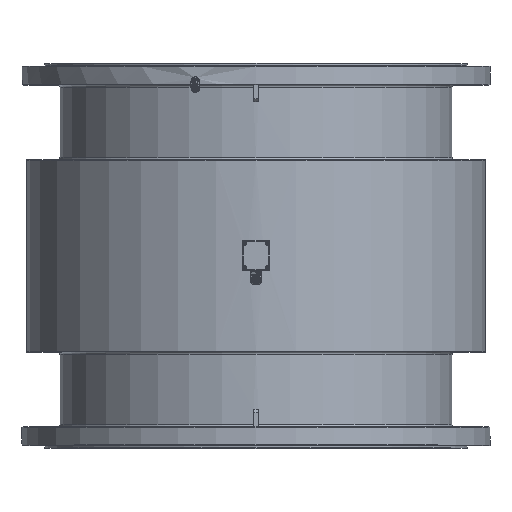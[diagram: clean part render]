
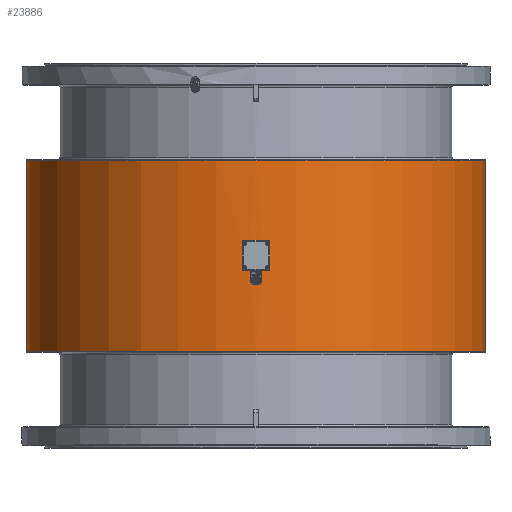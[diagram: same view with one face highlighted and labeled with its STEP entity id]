
A CAD part, top view. The second image highlights one B-rep face of the part: STEP entity #23886.
In plain terms, the highlighted cylindrical face has radius 477.5 mm (diameter 955 mm), a full revolution.
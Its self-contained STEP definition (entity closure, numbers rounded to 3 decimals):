
#771=FACE_BOUND('',#3275,.T.);
#1656=FACE_OUTER_BOUND('',#3274,.T.);
#3274=EDGE_LOOP('',(#16333,#16334,#16335,#16336));
#3275=EDGE_LOOP('',(#16337,#16338));
#4812=CIRCLE('',#25627,477.5);
#4815=CIRCLE('',#25631,477.5);
#6122=B_SPLINE_CURVE_WITH_KNOTS('',3,(#46653,#46654,#46655,#46656,#46657,
#46658,#46659,#46660,#46661,#46662,#46663,#46664,#46665,#46666,#46667,#46668,
#46669,#46670,#46671,#46672,#46673,#46674,#46675,#46676,#46677,#46678,#46679,
#46680,#46681,#46682,#46683,#46684,#46685,#46686,#46687),.UNSPECIFIED.,
 .F.,.F.,(4,2,2,2,2,2,2,2,3,2,2,2,2,2,2,2,4),(-3.165,-2.769,
-2.373,-1.978,-1.582,-1.187,
-0.791,-0.396,0.,0.396,0.791,
1.187,1.582,1.978,2.373,2.769,
3.165),.UNSPECIFIED.);
#6123=B_SPLINE_CURVE_WITH_KNOTS('',3,(#46688,#46689,#46690,#46691,#46692,
#46693,#46694,#46695,#46696,#46697,#46698,#46699,#46700,#46701,#46702,#46703,
#46704,#46705,#46706,#46707,#46708,#46709,#46710,#46711,#46712,#46713,#46714,
#46715,#46716,#46717,#46718,#46719,#46720,#46721),.UNSPECIFIED.,.F.,.F.,
(4,2,2,2,2,2,2,2,2,2,2,2,2,2,2,2,4),(3.165,3.56,
3.956,4.351,4.747,5.142,5.538,
5.934,6.329,6.725,7.12,7.516,
7.912,8.307,8.703,9.098,9.494),
 .UNSPECIFIED.);
#6693=LINE('',#46650,#8158);
#8158=VECTOR('',#29160,477.5);
#9877=VERTEX_POINT('',#46642);
#9879=VERTEX_POINT('',#46648);
#9880=VERTEX_POINT('',#46651);
#9881=VERTEX_POINT('',#46652);
#12177=EDGE_CURVE('',#9877,#9877,#4812,.T.);
#12180=EDGE_CURVE('',#9879,#9879,#4815,.T.);
#12181=EDGE_CURVE('',#9879,#9877,#6693,.T.);
#12182=EDGE_CURVE('',#9880,#9881,#6122,.T.);
#12183=EDGE_CURVE('',#9881,#9880,#6123,.T.);
#16333=ORIENTED_EDGE('',*,*,#12180,.F.);
#16334=ORIENTED_EDGE('',*,*,#12181,.T.);
#16335=ORIENTED_EDGE('',*,*,#12177,.F.);
#16336=ORIENTED_EDGE('',*,*,#12181,.F.);
#16337=ORIENTED_EDGE('',*,*,#12182,.T.);
#16338=ORIENTED_EDGE('',*,*,#12183,.T.);
#22076=CYLINDRICAL_SURFACE('',#25630,477.5);
#23886=ADVANCED_FACE('',(#1656,#771),#22076,.T.);
#25627=AXIS2_PLACEMENT_3D('',#46643,#29150,#29151);
#25630=AXIS2_PLACEMENT_3D('',#46647,#29156,#29157);
#25631=AXIS2_PLACEMENT_3D('',#46649,#29158,#29159);
#29150=DIRECTION('center_axis',(-1.,0.,0.));
#29151=DIRECTION('ref_axis',(0.,-1.,0.));
#29156=DIRECTION('center_axis',(1.,0.,0.));
#29157=DIRECTION('ref_axis',(0.,1.,0.));
#29158=DIRECTION('center_axis',(1.,0.,0.));
#29159=DIRECTION('ref_axis',(0.,-1.,0.));
#29160=DIRECTION('',(-1.,0.,0.));
#46642=CARTESIAN_POINT('',(-199.,-1029.,0.));
#46643=CARTESIAN_POINT('Origin',(-199.,-551.5,0.));
#46647=CARTESIAN_POINT('Origin',(0.,-551.5,0.));
#46648=CARTESIAN_POINT('',(199.,-1029.,0.));
#46649=CARTESIAN_POINT('Origin',(199.,-551.5,0.));
#46650=CARTESIAN_POINT('',(0.,-1029.,0.));
#46651=CARTESIAN_POINT('',(-21.,-74.,0.));
#46652=CARTESIAN_POINT('',(21.,-74.,0.));
#46653=CARTESIAN_POINT('Ctrl Pts',(-21.,-74.,
0.));
#46654=CARTESIAN_POINT('Ctrl Pts',(-21.,-74.,
-1.319));
#46655=CARTESIAN_POINT('Ctrl Pts',(-20.874,-74.006,
-2.682));
#46656=CARTESIAN_POINT('Ctrl Pts',(-20.342,-74.029,
-5.395));
#46657=CARTESIAN_POINT('Ctrl Pts',(-19.937,-74.046,-6.743));
#46658=CARTESIAN_POINT('Ctrl Pts',(-18.865,-74.089,-9.33));
#46659=CARTESIAN_POINT('Ctrl Pts',(-18.198,-74.116,
-10.57));
#46660=CARTESIAN_POINT('Ctrl Pts',(-16.656,-74.172,
-12.864));
#46661=CARTESIAN_POINT('Ctrl Pts',(-15.781,-74.202,
-13.917));
#46662=CARTESIAN_POINT('Ctrl Pts',(-13.917,-74.26,
-15.781));
#46663=CARTESIAN_POINT('Ctrl Pts',(-12.864,-74.29,
-16.656));
#46664=CARTESIAN_POINT('Ctrl Pts',(-10.57,-74.346,
-18.198));
#46665=CARTESIAN_POINT('Ctrl Pts',(-9.33,-74.373,
-18.865));
#46666=CARTESIAN_POINT('Ctrl Pts',(-6.743,-74.416,
-19.937));
#46667=CARTESIAN_POINT('Ctrl Pts',(-5.395,-74.433,
-20.342));
#46668=CARTESIAN_POINT('Ctrl Pts',(-2.682,-74.456,
-20.874));
#46669=CARTESIAN_POINT('Ctrl Pts',(-1.319,-74.462,
-21.));
#46670=CARTESIAN_POINT('Ctrl Pts',(0.,-74.462,
-21.));
#46671=CARTESIAN_POINT('Ctrl Pts',(1.319,-74.462,-21.));
#46672=CARTESIAN_POINT('Ctrl Pts',(2.682,-74.456,-20.874));
#46673=CARTESIAN_POINT('Ctrl Pts',(5.395,-74.433,-20.342));
#46674=CARTESIAN_POINT('Ctrl Pts',(6.743,-74.416,-19.937));
#46675=CARTESIAN_POINT('Ctrl Pts',(9.33,-74.373,-18.865));
#46676=CARTESIAN_POINT('Ctrl Pts',(10.57,-74.346,-18.198));
#46677=CARTESIAN_POINT('Ctrl Pts',(12.864,-74.29,-16.656));
#46678=CARTESIAN_POINT('Ctrl Pts',(13.917,-74.26,-15.781));
#46679=CARTESIAN_POINT('Ctrl Pts',(15.781,-74.202,-13.917));
#46680=CARTESIAN_POINT('Ctrl Pts',(16.656,-74.172,-12.864));
#46681=CARTESIAN_POINT('Ctrl Pts',(18.198,-74.116,-10.57));
#46682=CARTESIAN_POINT('Ctrl Pts',(18.865,-74.089,-9.33));
#46683=CARTESIAN_POINT('Ctrl Pts',(19.937,-74.046,-6.743));
#46684=CARTESIAN_POINT('Ctrl Pts',(20.342,-74.029,-5.395));
#46685=CARTESIAN_POINT('Ctrl Pts',(20.874,-74.006,-2.682));
#46686=CARTESIAN_POINT('Ctrl Pts',(21.,-74.,-1.319));
#46687=CARTESIAN_POINT('Ctrl Pts',(21.,-74.,0.));
#46688=CARTESIAN_POINT('Ctrl Pts',(21.,-74.,0.));
#46689=CARTESIAN_POINT('Ctrl Pts',(21.,-74.,1.319));
#46690=CARTESIAN_POINT('Ctrl Pts',(20.874,-74.006,2.682));
#46691=CARTESIAN_POINT('Ctrl Pts',(20.342,-74.029,5.395));
#46692=CARTESIAN_POINT('Ctrl Pts',(19.937,-74.046,6.743));
#46693=CARTESIAN_POINT('Ctrl Pts',(18.865,-74.089,9.33));
#46694=CARTESIAN_POINT('Ctrl Pts',(18.198,-74.116,10.57));
#46695=CARTESIAN_POINT('Ctrl Pts',(16.656,-74.172,12.864));
#46696=CARTESIAN_POINT('Ctrl Pts',(15.781,-74.202,13.917));
#46697=CARTESIAN_POINT('Ctrl Pts',(13.917,-74.26,15.781));
#46698=CARTESIAN_POINT('Ctrl Pts',(12.864,-74.29,16.656));
#46699=CARTESIAN_POINT('Ctrl Pts',(10.57,-74.346,18.198));
#46700=CARTESIAN_POINT('Ctrl Pts',(9.33,-74.373,18.865));
#46701=CARTESIAN_POINT('Ctrl Pts',(6.743,-74.416,19.937));
#46702=CARTESIAN_POINT('Ctrl Pts',(5.395,-74.433,20.342));
#46703=CARTESIAN_POINT('Ctrl Pts',(2.682,-74.456,20.874));
#46704=CARTESIAN_POINT('Ctrl Pts',(1.319,-74.462,21.));
#46705=CARTESIAN_POINT('Ctrl Pts',(-1.319,-74.462,21.));
#46706=CARTESIAN_POINT('Ctrl Pts',(-2.682,-74.456,
20.874));
#46707=CARTESIAN_POINT('Ctrl Pts',(-5.395,-74.433,
20.342));
#46708=CARTESIAN_POINT('Ctrl Pts',(-6.743,-74.416,
19.937));
#46709=CARTESIAN_POINT('Ctrl Pts',(-9.33,-74.373,
18.865));
#46710=CARTESIAN_POINT('Ctrl Pts',(-10.57,-74.346,
18.198));
#46711=CARTESIAN_POINT('Ctrl Pts',(-12.864,-74.29,
16.656));
#46712=CARTESIAN_POINT('Ctrl Pts',(-13.917,-74.26,
15.781));
#46713=CARTESIAN_POINT('Ctrl Pts',(-15.781,-74.202,
13.917));
#46714=CARTESIAN_POINT('Ctrl Pts',(-16.656,-74.172,
12.864));
#46715=CARTESIAN_POINT('Ctrl Pts',(-18.198,-74.116,
10.57));
#46716=CARTESIAN_POINT('Ctrl Pts',(-18.865,-74.089,9.33));
#46717=CARTESIAN_POINT('Ctrl Pts',(-19.937,-74.046,6.743));
#46718=CARTESIAN_POINT('Ctrl Pts',(-20.342,-74.029,
5.395));
#46719=CARTESIAN_POINT('Ctrl Pts',(-20.874,-74.006,
2.682));
#46720=CARTESIAN_POINT('Ctrl Pts',(-21.,-74.,
1.319));
#46721=CARTESIAN_POINT('Ctrl Pts',(-21.,-74.,
0.));
